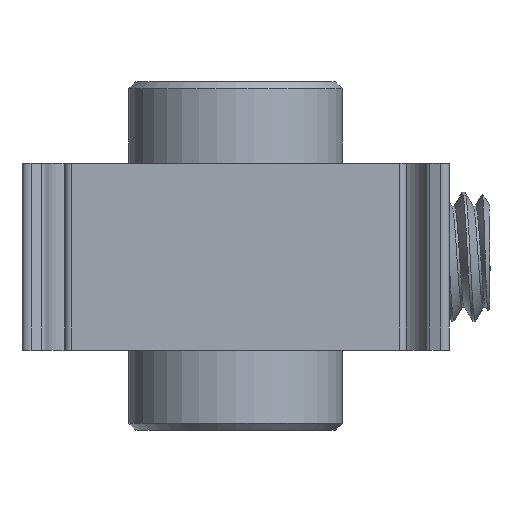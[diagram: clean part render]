
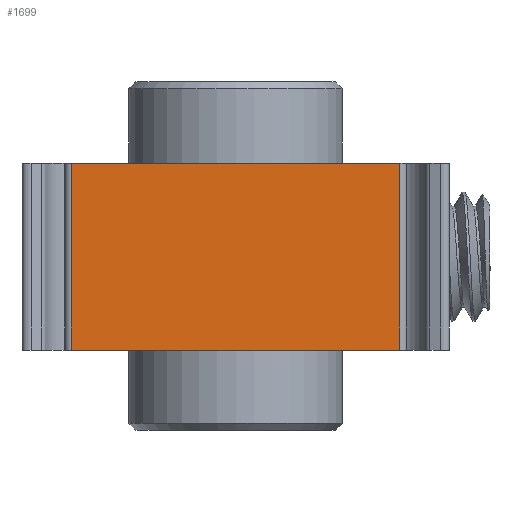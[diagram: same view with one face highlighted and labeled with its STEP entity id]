
A CAD part, left-side view. The second image highlights one B-rep face of the part: STEP entity #1699.
In plain terms, the highlighted planar face has unit normal (-1, 0, 0).
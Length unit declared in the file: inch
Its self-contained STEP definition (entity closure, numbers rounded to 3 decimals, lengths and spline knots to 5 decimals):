
#44 = CARTESIAN_POINT ( 'NONE',  ( -1.10341, -0.04452, 0.8863 ) ) ;
#434 = DIRECTION ( 'NONE',  ( 0., -1., 0. ) ) ;
#505 = LINE ( 'NONE', #2165, #3619 ) ;
#585 = ORIENTED_EDGE ( 'NONE', *, *, #990, .T. ) ;
#591 = VERTEX_POINT ( 'NONE', #1503 ) ;
#654 = CARTESIAN_POINT ( 'NONE',  ( -1.10341, -0.04452, 0.61071 ) ) ;
#767 = PLANE ( 'NONE',  #940 ) ;
#776 = DIRECTION ( 'NONE',  ( 0., 0., -1. ) ) ;
#818 = EDGE_CURVE ( 'NONE', #2349, #591, #854, .T. ) ;
#854 = LINE ( 'NONE', #2990, #1098 ) ;
#940 = AXIS2_PLACEMENT_3D ( 'NONE', #2539, #4628, #4123 ) ;
#952 = CARTESIAN_POINT ( 'NONE',  ( -1.10341, -0.60149, 0.8863 ) ) ;
#990 = EDGE_CURVE ( 'NONE', #1143, #591, #2231, .T. ) ;
#1039 = EDGE_CURVE ( 'NONE', #4462, #1143, #505, .T. ) ;
#1098 = VECTOR ( 'NONE', #776, 39.37008 ) ;
#1143 = VERTEX_POINT ( 'NONE', #654 ) ;
#1356 = FACE_OUTER_BOUND ( 'NONE', #4262, .T. ) ;
#1503 = CARTESIAN_POINT ( 'NONE',  ( -1.10341, -0.52853, 0.61071 ) ) ;
#1699 = ADVANCED_FACE ( 'NONE', ( #1356 ), #767, .F. ) ;
#2165 = CARTESIAN_POINT ( 'NONE',  ( -1.10341, -0.04452, 1.61071 ) ) ;
#2231 = LINE ( 'NONE', #3718, #3623 ) ;
#2349 = VERTEX_POINT ( 'NONE', #3112 ) ;
#2394 = EDGE_CURVE ( 'NONE', #2349, #4462, #2408, .T. ) ;
#2408 = LINE ( 'NONE', #952, #4684 ) ;
#2539 = CARTESIAN_POINT ( 'NONE',  ( -1.10341, -0.52853, 1.61071 ) ) ;
#2926 = ORIENTED_EDGE ( 'NONE', *, *, #1039, .T. ) ;
#2990 = CARTESIAN_POINT ( 'NONE',  ( -1.10341, -0.52853, 1.61071 ) ) ;
#3112 = CARTESIAN_POINT ( 'NONE',  ( -1.10341, -0.52853, 0.8863 ) ) ;
#3619 = VECTOR ( 'NONE', #3641, 39.37008 ) ;
#3623 = VECTOR ( 'NONE', #434, 39.37008 ) ;
#3641 = DIRECTION ( 'NONE',  ( 0., 0., -1. ) ) ;
#3718 = CARTESIAN_POINT ( 'NONE',  ( -1.10341, -0.52853, 0.61071 ) ) ;
#3722 = ORIENTED_EDGE ( 'NONE', *, *, #2394, .T. ) ;
#3966 = ORIENTED_EDGE ( 'NONE', *, *, #818, .F. ) ;
#4123 = DIRECTION ( 'NONE',  ( 0., 1., 0. ) ) ;
#4253 = DIRECTION ( 'NONE',  ( 0., 1., 0. ) ) ;
#4262 = EDGE_LOOP ( 'NONE', ( #3722, #2926, #585, #3966 ) ) ;
#4462 = VERTEX_POINT ( 'NONE', #44 ) ;
#4628 = DIRECTION ( 'NONE',  ( 1., 0., 0. ) ) ;
#4684 = VECTOR ( 'NONE', #4253, 39.37008 ) ;
